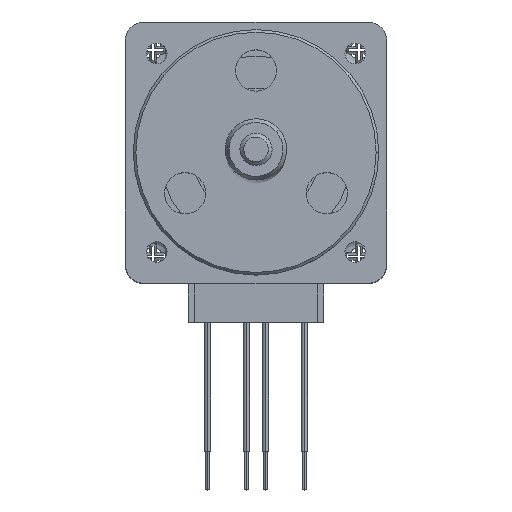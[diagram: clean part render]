
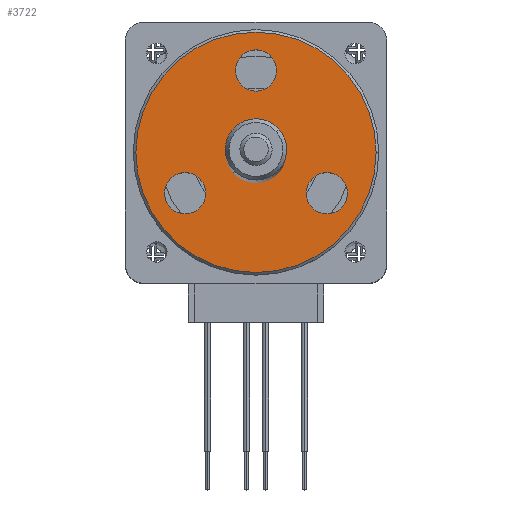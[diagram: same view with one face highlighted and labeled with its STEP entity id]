
A CAD part, top view. The second image highlights one B-rep face of the part: STEP entity #3722.
In plain terms, the highlighted planar face has unit normal (0, 0, 1).
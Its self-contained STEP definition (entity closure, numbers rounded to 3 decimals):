
#14 = EDGE_LOOP ( 'NONE', ( #4601, #6361 ) ) ;
#54 = VERTEX_POINT ( 'NONE', #1765 ) ;
#93 = DIRECTION ( 'NONE',  ( 0., 0., -1. ) ) ;
#234 = ORIENTED_EDGE ( 'NONE', *, *, #453, .T. ) ;
#250 = CARTESIAN_POINT ( 'NONE',  ( 7.416, 3.251, 56.1 ) ) ;
#312 = VERTEX_POINT ( 'NONE', #2211 ) ;
#453 = EDGE_CURVE ( 'NONE', #3393, #2437, #3512, .T. ) ;
#543 = AXIS2_PLACEMENT_3D ( 'NONE', #5577, #2303, #6112 ) ;
#544 = ORIENTED_EDGE ( 'NONE', *, *, #5683, .T. ) ;
#747 = DIRECTION ( 'NONE',  ( 0., 0., -1. ) ) ;
#849 = DIRECTION ( 'NONE',  ( 0., 0., -1. ) ) ;
#1049 = CIRCLE ( 'NONE', #4466, 1.6 ) ;
#1178 = CARTESIAN_POINT ( 'NONE',  ( -7.408, 0.076, 56.1 ) ) ;
#1201 = EDGE_LOOP ( 'NONE', ( #1345, #4698 ) ) ;
#1345 = ORIENTED_EDGE ( 'NONE', *, *, #1583, .T. ) ;
#1446 = AXIS2_PLACEMENT_3D ( 'NONE', #3965, #747, #4486 ) ;
#1452 = EDGE_CURVE ( 'NONE', #1845, #54, #3329, .T. ) ;
#1502 = ORIENTED_EDGE ( 'NONE', *, *, #1907, .T. ) ;
#1557 = DIRECTION ( 'NONE',  ( -1., 0., 0. ) ) ;
#1583 = EDGE_CURVE ( 'NONE', #4915, #312, #1049, .T. ) ;
#1672 = PLANE ( 'NONE',  #6679 ) ;
#1750 = CARTESIAN_POINT ( 'NONE',  ( 1.99, 0.076, 56.1 ) ) ;
#1765 = CARTESIAN_POINT ( 'NONE',  ( -5.808, 0.076, 56.1 ) ) ;
#1767 = DIRECTION ( 'NONE',  ( -1., 0., 0. ) ) ;
#1791 = DIRECTION ( 'NONE',  ( 0., 0., -1. ) ) ;
#1817 = DIRECTION ( 'NONE',  ( 0., 0., -1. ) ) ;
#1825 = CARTESIAN_POINT ( 'NONE',  ( -1.909, 9.601, 56.1 ) ) ;
#1845 = VERTEX_POINT ( 'NONE', #6759 ) ;
#1899 = ORIENTED_EDGE ( 'NONE', *, *, #5308, .T. ) ;
#1907 = EDGE_CURVE ( 'NONE', #2437, #3393, #6065, .T. ) ;
#2211 = CARTESIAN_POINT ( 'NONE',  ( -0.309, 9.601, 56.1 ) ) ;
#2303 = DIRECTION ( 'NONE',  ( 0., 0., 1. ) ) ;
#2437 = VERTEX_POINT ( 'NONE', #1750 ) ;
#2570 = CARTESIAN_POINT ( 'NONE',  ( -7.408, 0.076, 56.1 ) ) ;
#2629 = CARTESIAN_POINT ( 'NONE',  ( 3.59, 0.076, 56.1 ) ) ;
#2680 = FACE_BOUND ( 'NONE', #4449, .T. ) ;
#2767 = ORIENTED_EDGE ( 'NONE', *, *, #4159, .T. ) ;
#2799 = DIRECTION ( 'NONE',  ( -1., 0., 0. ) ) ;
#2829 = CIRCLE ( 'NONE', #4567, 9.325 ) ;
#2954 = DIRECTION ( 'NONE',  ( 0., 0., -1. ) ) ;
#2978 = CARTESIAN_POINT ( 'NONE',  ( 3.59, 0.076, 56.1 ) ) ;
#3027 = DIRECTION ( 'NONE',  ( 0., 0., -1. ) ) ;
#3113 = DIRECTION ( 'NONE',  ( -1., 0., 0. ) ) ;
#3151 = DIRECTION ( 'NONE',  ( 0., 0., 1. ) ) ;
#3165 = DIRECTION ( 'NONE',  ( 0., 0., -1. ) ) ;
#3235 = VERTEX_POINT ( 'NONE', #6633 ) ;
#3260 = CIRCLE ( 'NONE', #543, 9.325 ) ;
#3327 = AXIS2_PLACEMENT_3D ( 'NONE', #5033, #1791, #5605 ) ;
#3329 = CIRCLE ( 'NONE', #5384, 1.6 ) ;
#3386 = VERTEX_POINT ( 'NONE', #4566 ) ;
#3393 = VERTEX_POINT ( 'NONE', #3511 ) ;
#3511 = CARTESIAN_POINT ( 'NONE',  ( 5.19, 0.076, 56.1 ) ) ;
#3512 = CIRCLE ( 'NONE', #6980, 1.6 ) ;
#3587 = CIRCLE ( 'NONE', #4045, 1.55 ) ;
#3722 = ADVANCED_FACE ( 'NONE', ( #2680, #5610, #5434, #3956, #6844 ), #1672, .F. ) ;
#3834 = DIRECTION ( 'NONE',  ( -1., 0., 0. ) ) ;
#3956 = FACE_BOUND ( 'NONE', #14, .T. ) ;
#3965 = CARTESIAN_POINT ( 'NONE',  ( -1.909, 3.251, 56.1 ) ) ;
#4045 = AXIS2_PLACEMENT_3D ( 'NONE', #4054, #849, #4600 ) ;
#4054 = CARTESIAN_POINT ( 'NONE',  ( -1.909, 3.251, 56.1 ) ) ;
#4159 = EDGE_CURVE ( 'NONE', #6440, #4709, #2829, .T. ) ;
#4332 = CARTESIAN_POINT ( 'NONE',  ( -1.909, 3.251, 56.1 ) ) ;
#4418 = CIRCLE ( 'NONE', #3327, 1.6 ) ;
#4431 = DIRECTION ( 'NONE',  ( -1., 0., 0. ) ) ;
#4449 = EDGE_LOOP ( 'NONE', ( #1899, #6459 ) ) ;
#4466 = AXIS2_PLACEMENT_3D ( 'NONE', #1825, #1817, #1767 ) ;
#4486 = DIRECTION ( 'NONE',  ( -1., 0., 0. ) ) ;
#4516 = AXIS2_PLACEMENT_3D ( 'NONE', #2570, #6381, #3113 ) ;
#4566 = CARTESIAN_POINT ( 'NONE',  ( -0.359, 3.251, 56.1 ) ) ;
#4567 = AXIS2_PLACEMENT_3D ( 'NONE', #6431, #3151, #6960 ) ;
#4600 = DIRECTION ( 'NONE',  ( -1., 0., 0. ) ) ;
#4601 = ORIENTED_EDGE ( 'NONE', *, *, #1452, .T. ) ;
#4698 = ORIENTED_EDGE ( 'NONE', *, *, #5141, .T. ) ;
#4709 = VERTEX_POINT ( 'NONE', #250 ) ;
#4857 = EDGE_CURVE ( 'NONE', #54, #1845, #5834, .T. ) ;
#4915 = VERTEX_POINT ( 'NONE', #5386 ) ;
#5033 = CARTESIAN_POINT ( 'NONE',  ( -1.909, 9.601, 56.1 ) ) ;
#5141 = EDGE_CURVE ( 'NONE', #312, #4915, #4418, .T. ) ;
#5308 = EDGE_CURVE ( 'NONE', #3235, #3386, #3587, .T. ) ;
#5384 = AXIS2_PLACEMENT_3D ( 'NONE', #1178, #2954, #4431 ) ;
#5386 = CARTESIAN_POINT ( 'NONE',  ( -3.509, 9.601, 56.1 ) ) ;
#5434 = FACE_BOUND ( 'NONE', #5521, .T. ) ;
#5474 = AXIS2_PLACEMENT_3D ( 'NONE', #2978, #3027, #2799 ) ;
#5521 = EDGE_LOOP ( 'NONE', ( #1502, #234 ) ) ;
#5577 = CARTESIAN_POINT ( 'NONE',  ( -1.909, 3.251, 56.1 ) ) ;
#5605 = DIRECTION ( 'NONE',  ( -1., 0., 0. ) ) ;
#5610 = FACE_OUTER_BOUND ( 'NONE', #5701, .T. ) ;
#5683 = EDGE_CURVE ( 'NONE', #4709, #6440, #3260, .T. ) ;
#5701 = EDGE_LOOP ( 'NONE', ( #2767, #544 ) ) ;
#5834 = CIRCLE ( 'NONE', #4516, 1.6 ) ;
#6065 = CIRCLE ( 'NONE', #5474, 1.6 ) ;
#6112 = DIRECTION ( 'NONE',  ( -1., 0., 0. ) ) ;
#6357 = CARTESIAN_POINT ( 'NONE',  ( -11.234, 3.251, 56.1 ) ) ;
#6361 = ORIENTED_EDGE ( 'NONE', *, *, #4857, .T. ) ;
#6381 = DIRECTION ( 'NONE',  ( 0., 0., -1. ) ) ;
#6431 = CARTESIAN_POINT ( 'NONE',  ( -1.909, 3.251, 56.1 ) ) ;
#6440 = VERTEX_POINT ( 'NONE', #6357 ) ;
#6459 = ORIENTED_EDGE ( 'NONE', *, *, #6740, .T. ) ;
#6591 = CIRCLE ( 'NONE', #1446, 1.55 ) ;
#6633 = CARTESIAN_POINT ( 'NONE',  ( -3.459, 3.251, 56.1 ) ) ;
#6679 = AXIS2_PLACEMENT_3D ( 'NONE', #4332, #93, #3834 ) ;
#6740 = EDGE_CURVE ( 'NONE', #3386, #3235, #6591, .T. ) ;
#6759 = CARTESIAN_POINT ( 'NONE',  ( -9.008, 0.076, 56.1 ) ) ;
#6844 = FACE_BOUND ( 'NONE', #1201, .T. ) ;
#6960 = DIRECTION ( 'NONE',  ( -1., 0., 0. ) ) ;
#6980 = AXIS2_PLACEMENT_3D ( 'NONE', #2629, #3165, #1557 ) ;
